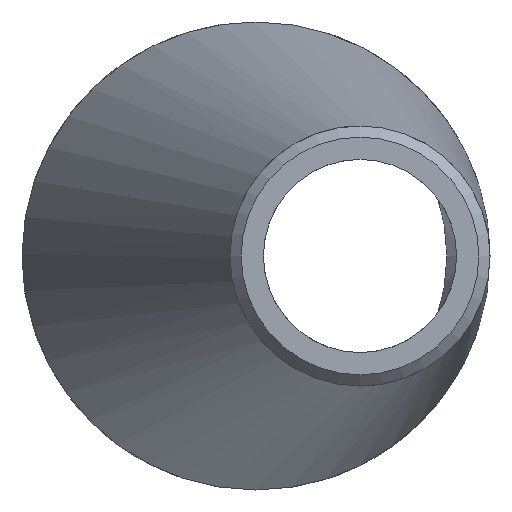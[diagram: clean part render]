
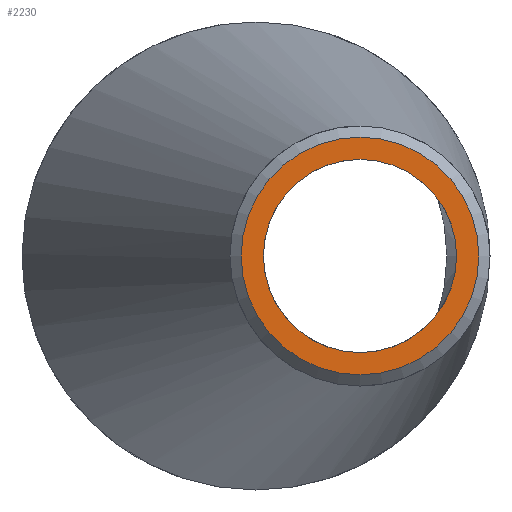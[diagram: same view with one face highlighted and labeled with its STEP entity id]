
A CAD part, left-side view. The second image highlights one B-rep face of the part: STEP entity #2230.
In plain terms, the highlighted planar face has unit normal (-1, 0, 0).
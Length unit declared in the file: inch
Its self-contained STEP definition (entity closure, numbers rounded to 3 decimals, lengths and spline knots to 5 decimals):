
#43 = CARTESIAN_POINT ( 'NONE',  ( 0., -0.55118, -0.62992 ) ) ;
#172 = FACE_OUTER_BOUND ( 'NONE', #2403, .T. ) ;
#201 = EDGE_CURVE ( 'NONE', #2432, #2432, #405, .T. ) ;
#228 = CARTESIAN_POINT ( 'NONE',  ( 0., -0.55118, -0.51181 ) ) ;
#392 = EDGE_CURVE ( 'NONE', #884, #884, #1613, .T. ) ;
#405 = CIRCLE ( 'NONE', #951, 0.62992 ) ;
#545 = ORIENTED_EDGE ( 'NONE', *, *, #392, .T. ) ;
#884 = VERTEX_POINT ( 'NONE', #228 ) ;
#905 = AXIS2_PLACEMENT_3D ( 'NONE', #1290, #1370, #1513 ) ;
#951 = AXIS2_PLACEMENT_3D ( 'NONE', #2275, #2279, #2281 ) ;
#1282 = AXIS2_PLACEMENT_3D ( 'NONE', #2211, #2218, #2223 ) ;
#1290 = CARTESIAN_POINT ( 'NONE',  ( 0., 0., 0. ) ) ;
#1341 = PLANE ( 'NONE',  #905 ) ;
#1356 = ORIENTED_EDGE ( 'NONE', *, *, #201, .F. ) ;
#1370 = DIRECTION ( 'NONE',  ( 1., 0., 0. ) ) ;
#1513 = DIRECTION ( 'NONE',  ( 0., 0., -1. ) ) ;
#1588 = FACE_BOUND ( 'NONE', #2346, .T. ) ;
#1613 = CIRCLE ( 'NONE', #1282, 0.51181 ) ;
#2211 = CARTESIAN_POINT ( 'NONE',  ( 0., -0.55118, 0. ) ) ;
#2218 = DIRECTION ( 'NONE',  ( 1., 0., 0. ) ) ;
#2223 = DIRECTION ( 'NONE',  ( 0., 0., -1. ) ) ;
#2230 = ADVANCED_FACE ( 'NONE', ( #1588, #172 ), #1341, .F. ) ;
#2275 = CARTESIAN_POINT ( 'NONE',  ( 0., -0.55118, 0. ) ) ;
#2279 = DIRECTION ( 'NONE',  ( 1., 0., 0. ) ) ;
#2281 = DIRECTION ( 'NONE',  ( 0., 0., -1. ) ) ;
#2346 = EDGE_LOOP ( 'NONE', ( #545 ) ) ;
#2403 = EDGE_LOOP ( 'NONE', ( #1356 ) ) ;
#2432 = VERTEX_POINT ( 'NONE', #43 ) ;
